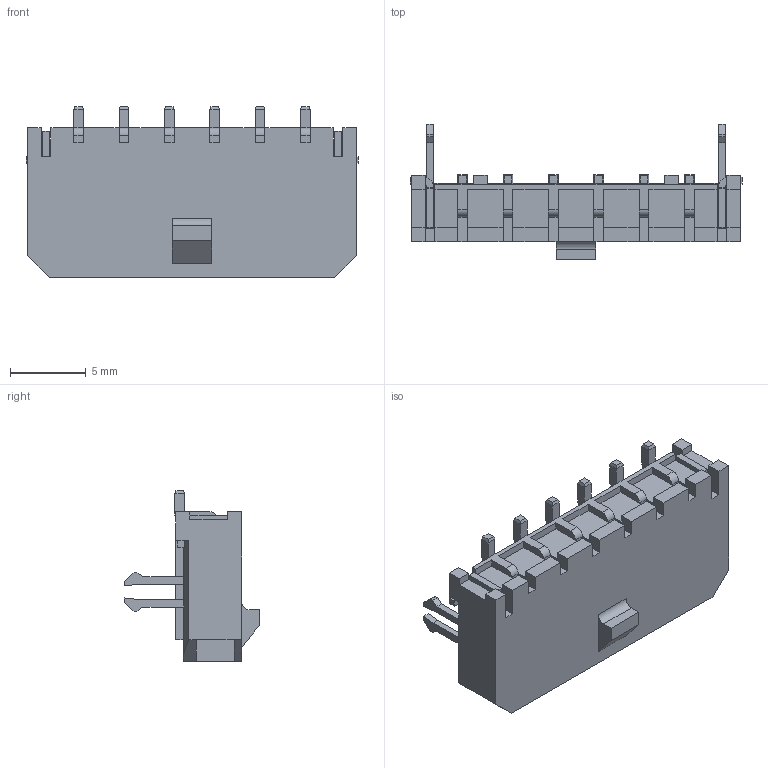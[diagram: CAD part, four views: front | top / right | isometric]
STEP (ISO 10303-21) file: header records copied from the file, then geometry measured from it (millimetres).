
FILE_DESCRIPTION (( 'STEP AP214' ), '1' );
FILE_NAME ('FWF30006-S06B23K6M-REF.STEP', '2025-08-08T03:14:32', ( '' ), ( '' ), 'SwSTEP 2.0', 'SolidWorks 2021', '' );
FILE_SCHEMA (( 'AUTOMOTIVE_DESIGN' ));
Length unit declared in the file: millimetre
Products named in the file (1): FWF30006-S06B23K6M-REF
Bounding box: 21.95 x 8.97 x 11.3 mm (x, y, z)
Volume: 522.6 mm3; surface area: 1457.8 mm2
Topology: 1 solids, 1 shells, 379 faces, 994 edges, 624 vertices
Faces by surface type: plane 360, cylinder 19
Entity records: 11350 total; most frequent: CARTESIAN_POINT 2004, ORIENTED_EDGE 1988, DIRECTION 1790, EDGE_CURVE 994, LINE 954, VECTOR 954, VERTEX_POINT 624, AXIS2_PLACEMENT_3D 418
